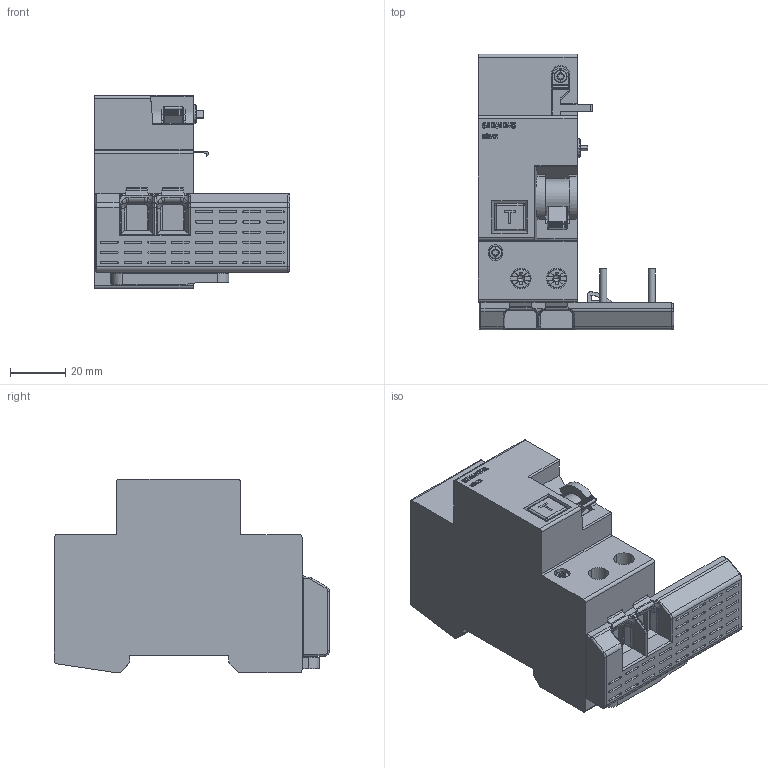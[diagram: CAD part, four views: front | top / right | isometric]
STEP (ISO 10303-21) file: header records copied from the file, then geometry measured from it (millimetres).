
FILE_DESCRIPTION(('STEP AP214'),'1');
FILE_NAME('cctmp_F01D313F-1C08-4560-9C02-D540EE949B05_2023_07_22_08_26_38_0137..stp','2023-07-22T06:26:39',('SIEMENS A&D'),('CADClick - www.CADClick.com'),'Spatial InterOp 3D postprocessed',' ','unknown authorization');
FILE_SCHEMA(('AUTOMOTIVE_DESIGN'));
Length unit declared in the file: millimetre
Products named in the file (4): cc_unnamed; 2023_07_22_08_26_38_0084; 2023_07_22_08_26_38_0080; 2023_07_22_08_26_38_0076
Assembly tree (3 placements, depth 2):
  cc_unnamed
    2023_07_22_08_26_38_0084
    2023_07_22_08_26_38_0080
    2023_07_22_08_26_38_0076
Bounding box: 70.8 x 99.8 x 70.31 mm (x, y, z)
Volume: 126079.3 mm3; surface area: 45729.3 mm2
Topology: 3 solids, 5 shells, 1371 faces, 3696 edges, 2381 vertices
Faces by surface type: plane 747, cylinder 343, cone 174, bspline 56, torus 28, extrusion 17, sphere 6
Entity records: 49715 total; most frequent: CARTESIAN_POINT 10755, ORIENTED_EDGE 7384, DIRECTION 7148, EDGE_CURVE 3692, VECTOR 2402, LINE 2385, VERTEX_POINT 2381, AXIS2_PLACEMENT_3D 2373
